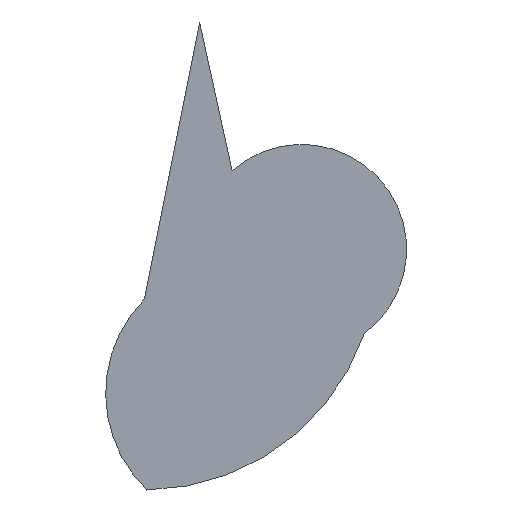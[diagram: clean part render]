
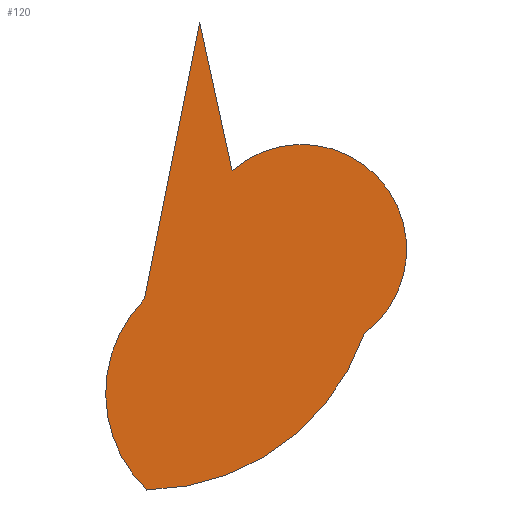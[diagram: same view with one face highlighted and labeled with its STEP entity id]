
A CAD part, top view. The second image highlights one B-rep face of the part: STEP entity #120.
In plain terms, the highlighted planar face has unit normal (0, 0, 1).
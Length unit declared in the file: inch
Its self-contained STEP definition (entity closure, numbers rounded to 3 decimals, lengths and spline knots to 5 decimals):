
#16=CIRCLE('',#148,1.75224);
#18=CIRCLE('',#151,3.89509);
#20=CIRCLE('',#154,2.24019);
#29=FACE_OUTER_BOUND('',#36,.T.);
#36=EDGE_LOOP('',(#101,#102,#103,#104,#105));
#40=LINE('',#202,#49);
#43=LINE('',#208,#52);
#49=VECTOR('',#163,0.3937);
#52=VECTOR('',#168,0.3937);
#58=VERTEX_POINT('',#199);
#59=VERTEX_POINT('',#201);
#61=VERTEX_POINT('',#207);
#63=VERTEX_POINT('',#213);
#65=VERTEX_POINT('',#219);
#68=EDGE_CURVE('',#59,#58,#40,.T.);
#71=EDGE_CURVE('',#61,#59,#43,.T.);
#74=EDGE_CURVE('',#63,#61,#16,.T.);
#77=EDGE_CURVE('',#65,#63,#18,.T.);
#80=EDGE_CURVE('',#58,#65,#20,.T.);
#101=ORIENTED_EDGE('',*,*,#80,.T.);
#102=ORIENTED_EDGE('',*,*,#77,.T.);
#103=ORIENTED_EDGE('',*,*,#74,.T.);
#104=ORIENTED_EDGE('',*,*,#71,.T.);
#105=ORIENTED_EDGE('',*,*,#68,.T.);
#113=PLANE('',#155);
#120=ADVANCED_FACE('',(#29),#113,.T.);
#148=AXIS2_PLACEMENT_3D('',#214,#174,#175);
#151=AXIS2_PLACEMENT_3D('',#220,#181,#182);
#154=AXIS2_PLACEMENT_3D('',#224,#188,#189);
#155=AXIS2_PLACEMENT_3D('',#225,#190,#191);
#163=DIRECTION('',(-0.195,-0.981,0.));
#168=DIRECTION('',(-0.213,0.977,0.));
#174=DIRECTION('center_axis',(0.,0.,1.));
#175=DIRECTION('ref_axis',(0.598,-0.801,0.));
#181=DIRECTION('center_axis',(0.,0.,1.));
#182=DIRECTION('ref_axis',(0.012,-1.,0.));
#188=DIRECTION('center_axis',(0.,0.,1.));
#189=DIRECTION('ref_axis',(-0.711,0.703,0.));
#190=DIRECTION('center_axis',(0.,0.,1.));
#191=DIRECTION('ref_axis',(1.,0.,0.));
#199=CARTESIAN_POINT('',(-1.59713,1.48242,0.0625));
#201=CARTESIAN_POINT('',(-0.67635,6.10412,0.0625));
#202=CARTESIAN_POINT('',(-0.67635,6.10412,0.0625));
#207=CARTESIAN_POINT('',(-0.13512,3.62241,0.0625));
#208=CARTESIAN_POINT('',(-0.13512,3.62241,0.0625));
#213=CARTESIAN_POINT('',(2.07387,0.90566,0.0625));
#214=CARTESIAN_POINT('Origin',(1.02554,2.30971,0.0625));
#219=CARTESIAN_POINT('',(-1.55816,-1.70535,0.0625));
#220=CARTESIAN_POINT('Origin',(-1.60357,2.18948,0.0625));
#224=CARTESIAN_POINT('Origin',(-0.00372,-0.09222,
0.0625));
#225=CARTESIAN_POINT('Origin',(0.26693,2.19938,0.0625));
